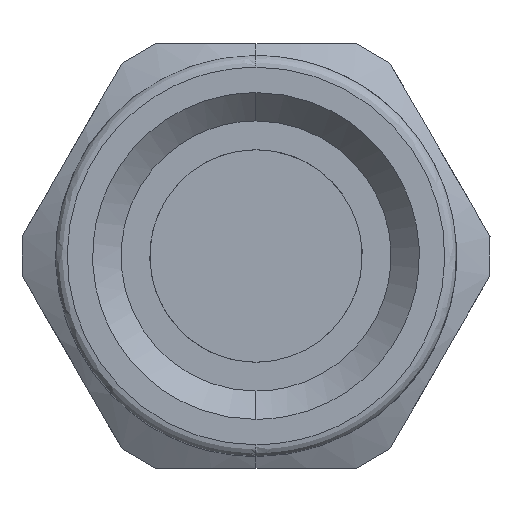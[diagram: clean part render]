
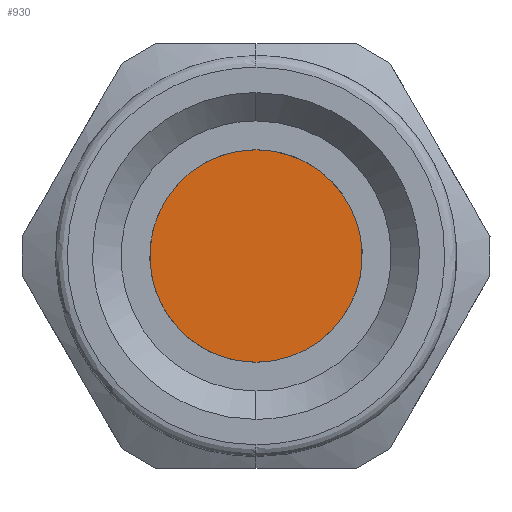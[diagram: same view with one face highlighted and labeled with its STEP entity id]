
A CAD part, front view. The second image highlights one B-rep face of the part: STEP entity #930.
In plain terms, the highlighted free-form (B-spline) face has degree [1, 1] with [2, 2] control points.
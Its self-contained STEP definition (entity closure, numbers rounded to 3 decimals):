
#124 =( BOUNDED_CURVE ( )  B_SPLINE_CURVE ( 3, ( #367, #1383, #2922, #1129, #2142, #2132, #2116 ),
 .UNSPECIFIED., .F., .F. ) 
 B_SPLINE_CURVE_WITH_KNOTS ( ( 4, 3, 4 ),
 ( -3.142, -1.571, 0. ),
 .UNSPECIFIED. ) 
 CURVE ( )  GEOMETRIC_REPRESENTATION_ITEM ( )  RATIONAL_B_SPLINE_CURVE ( ( 1., 0.805, 0.805, 1., 0.805, 0.805, 1. ) ) 
 REPRESENTATION_ITEM ( '' )  );
#185 = VERTEX_POINT ( 'NONE', #2387 ) ;
#278 =( BOUNDED_CURVE ( )  B_SPLINE_CURVE ( 3, ( #2158, #1862, #684, #2934 ),
 .UNSPECIFIED., .F., .F. ) 
 B_SPLINE_CURVE_WITH_KNOTS ( ( 4, 4 ),
 ( -3.142, 0. ),
 .UNSPECIFIED. ) 
 CURVE ( )  GEOMETRIC_REPRESENTATION_ITEM ( )  RATIONAL_B_SPLINE_CURVE ( ( 1., 0.333, 0.333, 1. ) ) 
 REPRESENTATION_ITEM ( '' )  );
#367 = CARTESIAN_POINT ( 'NONE',  ( 0., 11.327, 4.5 ) ) ;
#603 = CARTESIAN_POINT ( 'NONE',  ( 4.554, 11.327, -4.554 ) ) ;
#640 = CARTESIAN_POINT ( 'NONE',  ( 0., 11.327, 4.5 ) ) ;
#684 = CARTESIAN_POINT ( 'NONE',  ( -9., 11.327, 4.5 ) ) ;
#930 = ADVANCED_FACE ( 'NONE', ( #3049 ), #1347, .F. ) ;
#1043 = EDGE_CURVE ( 'NONE', #185, #1827, #278, .T. ) ;
#1129 = CARTESIAN_POINT ( 'NONE',  ( 4.5, 11.327, 0. ) ) ;
#1345 = CARTESIAN_POINT ( 'NONE',  ( -4.554, 11.327, -4.554 ) ) ;
#1347 = B_SPLINE_SURFACE_WITH_KNOTS ( 'NONE', 1, 1, ( 
 ( #1345, #603 ),
 ( #3107, #1357 ) ),
 .UNSPECIFIED., .F., .F., .F.,
 ( 2, 2 ),
 ( 2, 2 ),
 ( 0., 1. ),
 ( 0., 1. ),
 .UNSPECIFIED. ) ;
#1357 = CARTESIAN_POINT ( 'NONE',  ( 4.554, 11.327, 4.554 ) ) ;
#1383 = CARTESIAN_POINT ( 'NONE',  ( 2.636, 11.327, 4.5 ) ) ;
#1827 = VERTEX_POINT ( 'NONE', #640 ) ;
#1862 = CARTESIAN_POINT ( 'NONE',  ( -9., 11.327, -4.5 ) ) ;
#2116 = CARTESIAN_POINT ( 'NONE',  ( 0., 11.327, -4.5 ) ) ;
#2132 = CARTESIAN_POINT ( 'NONE',  ( 2.636, 11.327, -4.5 ) ) ;
#2142 = CARTESIAN_POINT ( 'NONE',  ( 4.5, 11.327, -2.636 ) ) ;
#2158 = CARTESIAN_POINT ( 'NONE',  ( 0., 11.327, -4.5 ) ) ;
#2369 = ORIENTED_EDGE ( 'NONE', *, *, #2982, .F. ) ;
#2387 = CARTESIAN_POINT ( 'NONE',  ( 0., 11.327, -4.5 ) ) ;
#2808 = ORIENTED_EDGE ( 'NONE', *, *, #1043, .F. ) ;
#2922 = CARTESIAN_POINT ( 'NONE',  ( 4.5, 11.327, 2.636 ) ) ;
#2934 = CARTESIAN_POINT ( 'NONE',  ( 0., 11.327, 4.5 ) ) ;
#2982 = EDGE_CURVE ( 'NONE', #1827, #185, #124, .T. ) ;
#3049 = FACE_OUTER_BOUND ( 'NONE', #3208, .T. ) ;
#3107 = CARTESIAN_POINT ( 'NONE',  ( -4.554, 11.327, 4.554 ) ) ;
#3208 = EDGE_LOOP ( 'NONE', ( #2808, #2369 ) ) ;
